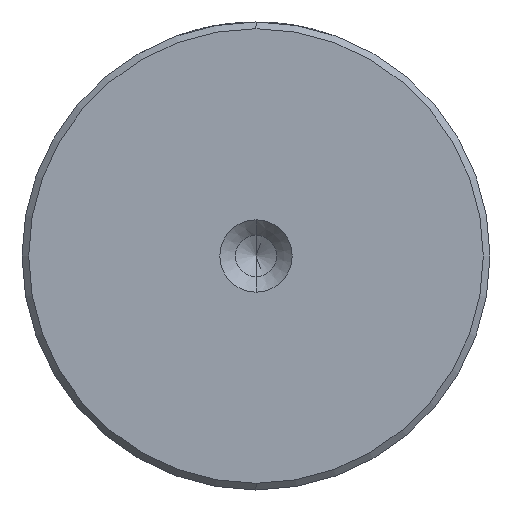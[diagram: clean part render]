
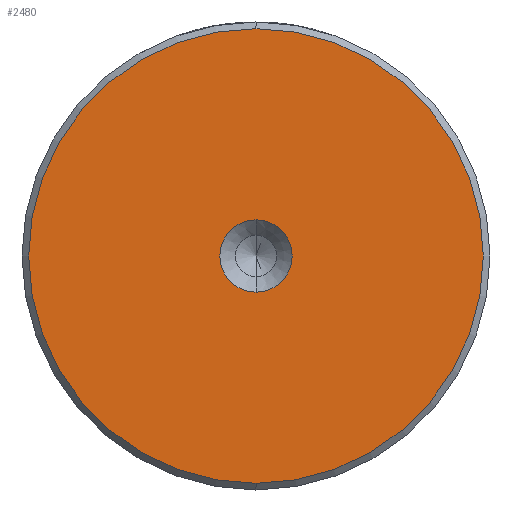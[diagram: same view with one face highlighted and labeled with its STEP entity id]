
A CAD part, left-side view. The second image highlights one B-rep face of the part: STEP entity #2480.
In plain terms, the highlighted planar face has unit normal (-1, 0, 0).
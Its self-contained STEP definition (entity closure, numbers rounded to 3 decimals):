
#195 = CARTESIAN_POINT ( 'NONE',  ( 0., 0., -2.7 ) ) ;
#208 = FACE_BOUND ( 'NONE', #1135, .T. ) ;
#404 = EDGE_CURVE ( 'NONE', #2696, #1168, #2345, .T. ) ;
#458 = EDGE_CURVE ( 'NONE', #1168, #2696, #1686, .T. ) ;
#461 = AXIS2_PLACEMENT_3D ( 'NONE', #2804, #2582, #1483 ) ;
#565 = AXIS2_PLACEMENT_3D ( 'NONE', #1203, #2291, #1634 ) ;
#642 = DIRECTION ( 'NONE',  ( 0., 0., 1. ) ) ;
#650 = DIRECTION ( 'NONE',  ( -1., 0., 0. ) ) ;
#802 = ORIENTED_EDGE ( 'NONE', *, *, #1517, .T. ) ;
#847 = CARTESIAN_POINT ( 'NONE',  ( 0., 0., 0. ) ) ;
#900 = AXIS2_PLACEMENT_3D ( 'NONE', #847, #650, #642 ) ;
#948 = CARTESIAN_POINT ( 'NONE',  ( 0., 0., -17. ) ) ;
#1003 = CARTESIAN_POINT ( 'NONE',  ( 0., 0., 0. ) ) ;
#1011 = CARTESIAN_POINT ( 'NONE',  ( 0., 0., 0. ) ) ;
#1135 = EDGE_LOOP ( 'NONE', ( #2189, #2153 ) ) ;
#1148 = AXIS2_PLACEMENT_3D ( 'NONE', #1003, #2536, #1223 ) ;
#1168 = VERTEX_POINT ( 'NONE', #2170 ) ;
#1203 = CARTESIAN_POINT ( 'NONE',  ( 0., 0., 0. ) ) ;
#1223 = DIRECTION ( 'NONE',  ( 0., 0., 1. ) ) ;
#1227 = CIRCLE ( 'NONE', #1339, 17. ) ;
#1239 = DIRECTION ( 'NONE',  ( 0., 0., 1. ) ) ;
#1339 = AXIS2_PLACEMENT_3D ( 'NONE', #1011, #2547, #1239 ) ;
#1346 = VERTEX_POINT ( 'NONE', #948 ) ;
#1408 = PLANE ( 'NONE',  #565 ) ;
#1458 = EDGE_LOOP ( 'NONE', ( #802, #2728 ) ) ;
#1483 = DIRECTION ( 'NONE',  ( 0., 0., 1. ) ) ;
#1517 = EDGE_CURVE ( 'NONE', #1346, #1757, #1227, .T. ) ;
#1634 = DIRECTION ( 'NONE',  ( 0., 0., 1. ) ) ;
#1686 = CIRCLE ( 'NONE', #900, 2.7 ) ;
#1757 = VERTEX_POINT ( 'NONE', #2512 ) ;
#1808 = EDGE_CURVE ( 'NONE', #1757, #1346, #2129, .T. ) ;
#1952 = FACE_OUTER_BOUND ( 'NONE', #1458, .T. ) ;
#2129 = CIRCLE ( 'NONE', #1148, 17. ) ;
#2153 = ORIENTED_EDGE ( 'NONE', *, *, #404, .F. ) ;
#2170 = CARTESIAN_POINT ( 'NONE',  ( 0., 0., 2.7 ) ) ;
#2189 = ORIENTED_EDGE ( 'NONE', *, *, #458, .F. ) ;
#2291 = DIRECTION ( 'NONE',  ( -1., 0., 0. ) ) ;
#2345 = CIRCLE ( 'NONE', #461, 2.7 ) ;
#2480 = ADVANCED_FACE ( 'NONE', ( #1952, #208 ), #1408, .T. ) ;
#2512 = CARTESIAN_POINT ( 'NONE',  ( 0., 0., 17. ) ) ;
#2536 = DIRECTION ( 'NONE',  ( -1., 0., 0. ) ) ;
#2547 = DIRECTION ( 'NONE',  ( -1., 0., 0. ) ) ;
#2582 = DIRECTION ( 'NONE',  ( -1., 0., 0. ) ) ;
#2696 = VERTEX_POINT ( 'NONE', #195 ) ;
#2728 = ORIENTED_EDGE ( 'NONE', *, *, #1808, .T. ) ;
#2804 = CARTESIAN_POINT ( 'NONE',  ( 0., 0., 0. ) ) ;
